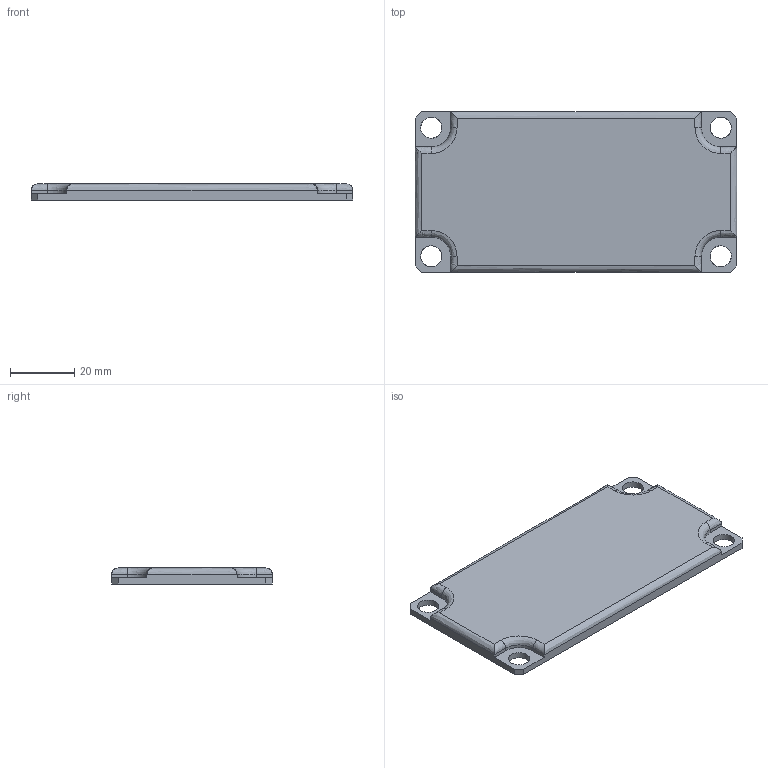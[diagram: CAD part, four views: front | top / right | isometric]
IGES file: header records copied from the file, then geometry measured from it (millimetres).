
Global section: file name: SZ0151S; native system: Autodesk Inventor 2015; preprocessor: unknown; author: M.  Boeke; date: 20151124.115522; units: millimetre
Bounding box: 100 x 50 x 5 mm (x, y, z)
Volume: 15133.1 mm3; surface area: 11625.3 mm2
Topology: 1 solids, 1 shells, 63 faces, 168 edges, 108 vertices
Faces by surface type: bspline 63
